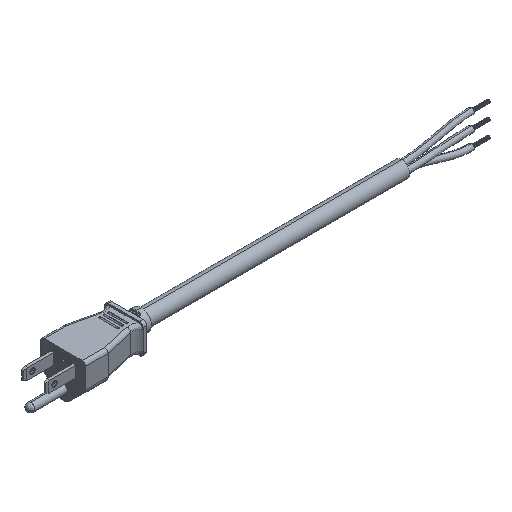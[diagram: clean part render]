
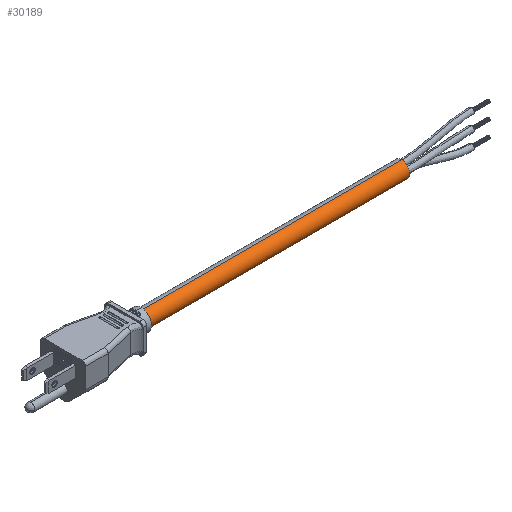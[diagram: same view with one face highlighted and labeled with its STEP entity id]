
A CAD part, isometric view. The second image highlights one B-rep face of the part: STEP entity #30189.
In plain terms, the highlighted cylindrical face has radius 4.625 mm (diameter 9.25 mm), a partial arc.
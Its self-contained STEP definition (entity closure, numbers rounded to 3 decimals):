
#7726 = DIRECTION ( 'NONE',  ( 0., 0., -1. ) ) ;
#7868 = CARTESIAN_POINT ( 'NONE',  ( 150., 0., 4.625 ) ) ;
#8638 = CARTESIAN_POINT ( 'NONE',  ( 150., 0., 0. ) ) ;
#9760 = VERTEX_POINT ( 'NONE', #57780 ) ;
#9805 = VECTOR ( 'NONE', #10070, 1000. ) ;
#10070 = DIRECTION ( 'NONE',  ( -1., 0., 0. ) ) ;
#10352 = EDGE_CURVE ( 'NONE', #27698, #37526, #53716, .T. ) ;
#11059 = CARTESIAN_POINT ( 'NONE',  ( 0., 0., 0. ) ) ;
#12912 = DIRECTION ( 'NONE',  ( 1., 0., 0. ) ) ;
#13516 = LINE ( 'NONE', #43776, #22586 ) ;
#16992 = DIRECTION ( 'NONE',  ( 0., 0., 1. ) ) ;
#17798 = CYLINDRICAL_SURFACE ( 'NONE', #39467, 4.625 ) ;
#22586 = VECTOR ( 'NONE', #52716, 1000. ) ;
#23665 = AXIS2_PLACEMENT_3D ( 'NONE', #8638, #12912, #44686 ) ;
#27698 = VERTEX_POINT ( 'NONE', #7868 ) ;
#27859 = EDGE_CURVE ( 'NONE', #53243, #27698, #41772, .T. ) ;
#28439 = ORIENTED_EDGE ( 'NONE', *, *, #42957, .T. ) ;
#30189 = ADVANCED_FACE ( 'NONE', ( #32484 ), #17798, .T. ) ;
#32484 = FACE_OUTER_BOUND ( 'NONE', #33087, .T. ) ;
#33087 = EDGE_LOOP ( 'NONE', ( #55446, #46445, #28439, #50527 ) ) ;
#34720 = CARTESIAN_POINT ( 'NONE',  ( 163.081, 0., 0. ) ) ;
#37526 = VERTEX_POINT ( 'NONE', #51231 ) ;
#37906 = CIRCLE ( 'NONE', #57814, 4.625 ) ;
#39467 = AXIS2_PLACEMENT_3D ( 'NONE', #34720, #43691, #16992 ) ;
#41772 = CIRCLE ( 'NONE', #23665, 4.625 ) ;
#42957 = EDGE_CURVE ( 'NONE', #9760, #37526, #37906, .T. ) ;
#43053 = EDGE_CURVE ( 'NONE', #53243, #9760, #13516, .T. ) ;
#43691 = DIRECTION ( 'NONE',  ( -1., 0., 0. ) ) ;
#43776 = CARTESIAN_POINT ( 'NONE',  ( 163.081, 0., -4.625 ) ) ;
#44301 = CARTESIAN_POINT ( 'NONE',  ( 150., 0., -4.625 ) ) ;
#44686 = DIRECTION ( 'NONE',  ( 0., 0., -1. ) ) ;
#46445 = ORIENTED_EDGE ( 'NONE', *, *, #43053, .T. ) ;
#50422 = CARTESIAN_POINT ( 'NONE',  ( 163.081, 0., 4.625 ) ) ;
#50527 = ORIENTED_EDGE ( 'NONE', *, *, #10352, .F. ) ;
#51231 = CARTESIAN_POINT ( 'NONE',  ( 0., 0., 4.625 ) ) ;
#52716 = DIRECTION ( 'NONE',  ( -1., 0., 0. ) ) ;
#53243 = VERTEX_POINT ( 'NONE', #44301 ) ;
#53716 = LINE ( 'NONE', #50422, #9805 ) ;
#55446 = ORIENTED_EDGE ( 'NONE', *, *, #27859, .F. ) ;
#56691 = DIRECTION ( 'NONE',  ( 1., 0., 0. ) ) ;
#57780 = CARTESIAN_POINT ( 'NONE',  ( 0., 0., -4.625 ) ) ;
#57814 = AXIS2_PLACEMENT_3D ( 'NONE', #11059, #56691, #7726 ) ;
